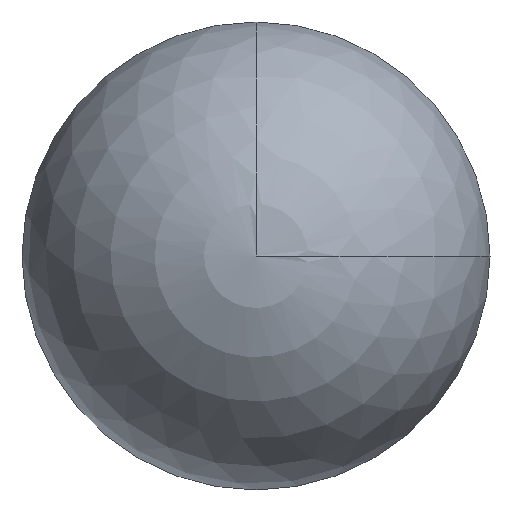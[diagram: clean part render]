
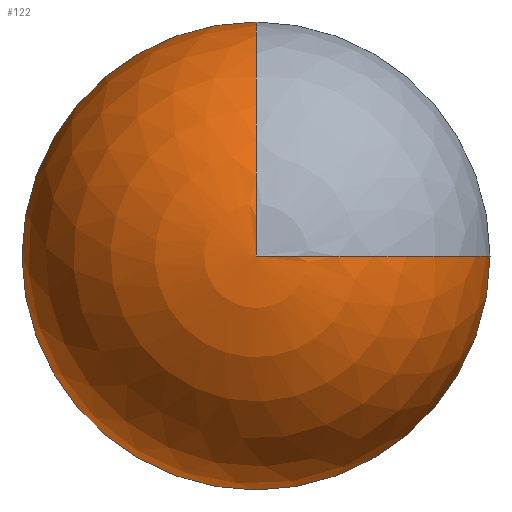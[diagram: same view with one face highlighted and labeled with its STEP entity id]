
A CAD part, left-side view. The second image highlights one B-rep face of the part: STEP entity #122.
In plain terms, the highlighted spherical face has radius 16 mm.
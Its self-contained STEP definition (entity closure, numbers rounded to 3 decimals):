
#122=ADVANCED_FACE('',(#137),#130,.T.);
#130=SPHERICAL_SURFACE('',#350,16.);
#137=FACE_OUTER_BOUND('',#173,.T.);
#173=EDGE_LOOP('',(#217,#218,#219));
#217=ORIENTED_EDGE('',*,*,#278,.F.);
#218=ORIENTED_EDGE('',*,*,#279,.T.);
#219=ORIENTED_EDGE('',*,*,#280,.T.);
#253=VERTEX_POINT('',#517);
#254=VERTEX_POINT('',#518);
#255=VERTEX_POINT('',#520);
#278=EDGE_CURVE('',#253,#254,#304,.T.);
#279=EDGE_CURVE('',#253,#255,#305,.T.);
#280=EDGE_CURVE('',#255,#254,#306,.T.);
#304=CIRCLE('',#347,16.);
#305=CIRCLE('',#348,16.);
#306=CIRCLE('',#349,16.);
#347=AXIS2_PLACEMENT_3D('',#516,#436,#437);
#348=AXIS2_PLACEMENT_3D('',#519,#438,#439);
#349=AXIS2_PLACEMENT_3D('',#521,#440,#441);
#350=AXIS2_PLACEMENT_3D('',#522,#442,#443);
#436=DIRECTION('',(1.,0.,0.));
#437=DIRECTION('',(0.,-1.,0.));
#438=DIRECTION('',(0.,0.,-1.));
#439=DIRECTION('',(1.,0.,0.));
#440=DIRECTION('',(0.,1.,0.));
#441=DIRECTION('',(1.,0.,0.));
#442=DIRECTION('',(1.,0.,0.));
#443=DIRECTION('',(0.,1.,0.));
#516=CARTESIAN_POINT('',(15.96,0.,0.));
#517=CARTESIAN_POINT('',(15.96,-16.,0.));
#518=CARTESIAN_POINT('',(15.96,0.,16.));
#519=CARTESIAN_POINT('',(16.,0.,0.));
#520=CARTESIAN_POINT('',(0.,0.,0.));
#521=CARTESIAN_POINT('',(16.,0.,0.));
#522=CARTESIAN_POINT('',(16.,0.,0.));
